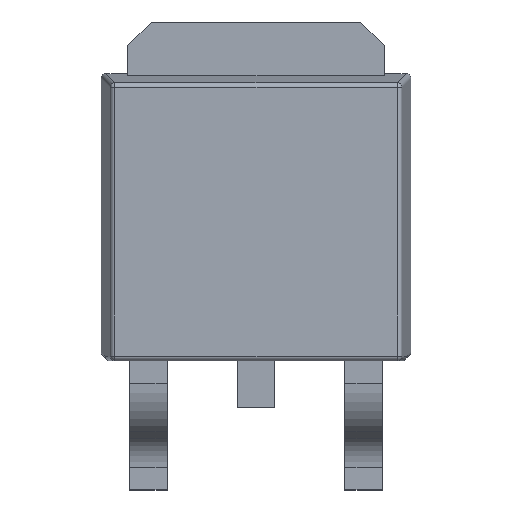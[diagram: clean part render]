
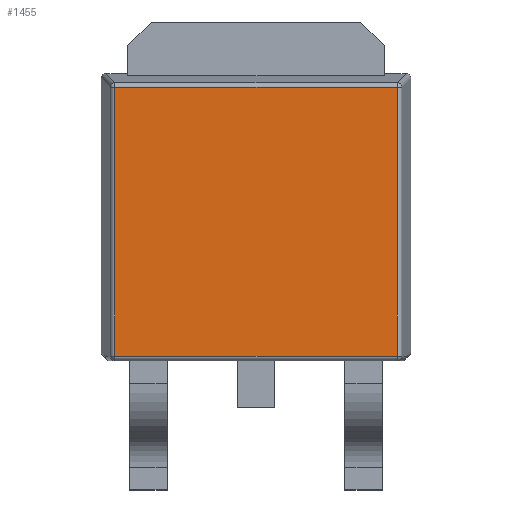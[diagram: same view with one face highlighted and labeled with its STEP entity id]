
A CAD part, top view. The second image highlights one B-rep face of the part: STEP entity #1455.
In plain terms, the highlighted face is planar.
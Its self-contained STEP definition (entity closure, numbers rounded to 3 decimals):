
#139=FACE_OUTER_BOUND('',#222,.T.);
#222=EDGE_LOOP('',(#1056,#1057,#1058,#1059));
#310=LINE('',#2193,#481);
#336=LINE('',#2285,#507);
#337=LINE('',#2287,#508);
#338=LINE('',#2288,#509);
#481=VECTOR('',#1758,1000.);
#507=VECTOR('',#1814,1000.);
#508=VECTOR('',#1815,1000.);
#509=VECTOR('',#1816,1000.);
#651=VERTEX_POINT('',#2190);
#652=VERTEX_POINT('',#2192);
#667=VERTEX_POINT('',#2284);
#668=VERTEX_POINT('',#2286);
#789=EDGE_CURVE('',#651,#652,#310,.T.);
#818=EDGE_CURVE('',#651,#667,#336,.T.);
#819=EDGE_CURVE('',#667,#668,#337,.T.);
#820=EDGE_CURVE('',#668,#652,#338,.T.);
#1056=ORIENTED_EDGE('',*,*,#789,.F.);
#1057=ORIENTED_EDGE('',*,*,#818,.T.);
#1058=ORIENTED_EDGE('',*,*,#819,.T.);
#1059=ORIENTED_EDGE('',*,*,#820,.T.);
#1389=PLANE('',#1607);
#1455=ADVANCED_FACE('',(#139),#1389,.T.);
#1607=AXIS2_PLACEMENT_3D('',#2283,#1812,#1813);
#1758=DIRECTION('',(1.,0.,0.));
#1812=DIRECTION('center_axis',(0.,1.,0.));
#1813=DIRECTION('ref_axis',(1.,0.,0.));
#1814=DIRECTION('',(0.,0.,1.));
#1815=DIRECTION('',(1.,0.,0.));
#1816=DIRECTION('',(0.,0.,-1.));
#2190=CARTESIAN_POINT('',(-2.998,2.29,-2.758));
#2192=CARTESIAN_POINT('',(2.998,2.29,-2.758));
#2193=CARTESIAN_POINT('',(0.,2.29,-2.758));
#2283=CARTESIAN_POINT('Origin',(-2.998,2.29,2.95));
#2284=CARTESIAN_POINT('',(-2.998,2.29,2.95));
#2285=CARTESIAN_POINT('',(-2.998,2.29,0.096));
#2286=CARTESIAN_POINT('',(2.998,2.29,2.95));
#2287=CARTESIAN_POINT('',(0.,2.29,2.95));
#2288=CARTESIAN_POINT('',(2.998,2.29,0.096));
